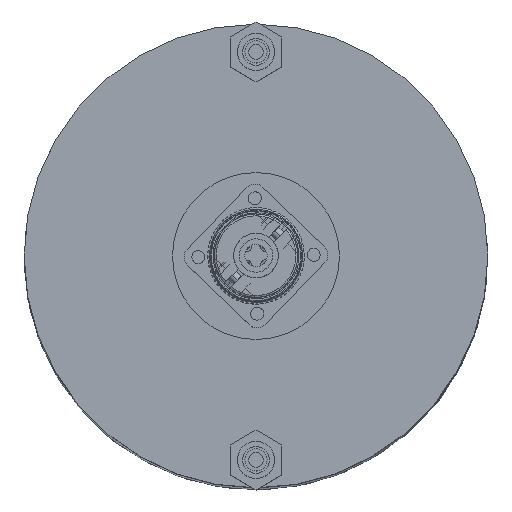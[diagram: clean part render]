
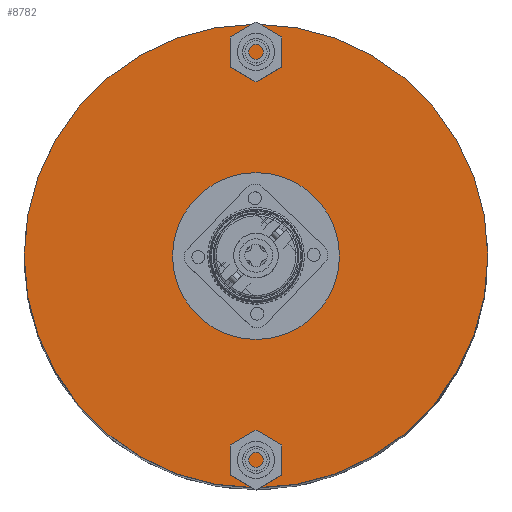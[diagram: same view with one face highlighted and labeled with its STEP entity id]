
A CAD part, top view. The second image highlights one B-rep face of the part: STEP entity #8782.
In plain terms, the highlighted planar face has unit normal (0, 0, 1).
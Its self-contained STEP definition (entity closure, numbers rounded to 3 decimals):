
#2506 = DIRECTION ( 'NONE',  ( 0., 0., -1. ) ) ;
#3638 = CARTESIAN_POINT ( 'NONE',  ( 0., 0., 35.5 ) ) ;
#8782 = ADVANCED_FACE ( 'NONE', ( #86192, #44253 ), #77557, .T. ) ;
#9407 = DIRECTION ( 'NONE',  ( -1., 0., 0. ) ) ;
#9673 = CIRCLE ( 'NONE', #28686, 22.5 ) ;
#10298 = EDGE_CURVE ( 'NONE', #70759, #36565, #40390, .T. ) ;
#10405 = ORIENTED_EDGE ( 'NONE', *, *, #10298, .F. ) ;
#11739 = CARTESIAN_POINT ( 'NONE',  ( 22.5, 0., 35.5 ) ) ;
#16909 = AXIS2_PLACEMENT_3D ( 'NONE', #46499, #47186, #70651 ) ;
#17543 = VERTEX_POINT ( 'NONE', #11739 ) ;
#23452 = EDGE_LOOP ( 'NONE', ( #95207, #10405 ) ) ;
#23871 = DIRECTION ( 'NONE',  ( 1., 0., 0. ) ) ;
#23890 = CARTESIAN_POINT ( 'NONE',  ( 0., 0., 35.5 ) ) ;
#24967 = CARTESIAN_POINT ( 'NONE',  ( 0., 0., 35.5 ) ) ;
#28686 = AXIS2_PLACEMENT_3D ( 'NONE', #3638, #66948, #78999 ) ;
#36565 = VERTEX_POINT ( 'NONE', #85973 ) ;
#39562 = DIRECTION ( 'NONE',  ( 0., 0., 1. ) ) ;
#40390 = CIRCLE ( 'NONE', #90718, 62.5 ) ;
#40762 = EDGE_CURVE ( 'NONE', #87637, #17543, #91313, .T. ) ;
#44253 = FACE_BOUND ( 'NONE', #75393, .T. ) ;
#45940 = ORIENTED_EDGE ( 'NONE', *, *, #64464, .T. ) ;
#46499 = CARTESIAN_POINT ( 'NONE',  ( 0., 0., 35.5 ) ) ;
#47186 = DIRECTION ( 'NONE',  ( 0., 0., -1. ) ) ;
#50942 = EDGE_CURVE ( 'NONE', #36565, #70759, #86846, .T. ) ;
#51450 = ORIENTED_EDGE ( 'NONE', *, *, #40762, .T. ) ;
#55793 = DIRECTION ( 'NONE',  ( 0., 0., -1. ) ) ;
#64097 = AXIS2_PLACEMENT_3D ( 'NONE', #71993, #39562, #23871 ) ;
#64464 = EDGE_CURVE ( 'NONE', #17543, #87637, #9673, .T. ) ;
#66948 = DIRECTION ( 'NONE',  ( 0., 0., -1. ) ) ;
#68498 = CARTESIAN_POINT ( 'NONE',  ( 62.5, 0., 35.5 ) ) ;
#70651 = DIRECTION ( 'NONE',  ( -1., 0., 0. ) ) ;
#70759 = VERTEX_POINT ( 'NONE', #68498 ) ;
#71993 = CARTESIAN_POINT ( 'NONE',  ( 0., 0., 35.5 ) ) ;
#75393 = EDGE_LOOP ( 'NONE', ( #51450, #45940 ) ) ;
#77557 = PLANE ( 'NONE',  #64097 ) ;
#78999 = DIRECTION ( 'NONE',  ( -1., 0., 0. ) ) ;
#79273 = CARTESIAN_POINT ( 'NONE',  ( -22.5, 0., 35.5 ) ) ;
#85973 = CARTESIAN_POINT ( 'NONE',  ( -62.5, 0., 35.5 ) ) ;
#86192 = FACE_OUTER_BOUND ( 'NONE', #23452, .T. ) ;
#86846 = CIRCLE ( 'NONE', #16909, 62.5 ) ;
#87637 = VERTEX_POINT ( 'NONE', #79273 ) ;
#90718 = AXIS2_PLACEMENT_3D ( 'NONE', #23890, #55793, #102348 ) ;
#91313 = CIRCLE ( 'NONE', #97373, 22.5 ) ;
#95207 = ORIENTED_EDGE ( 'NONE', *, *, #50942, .F. ) ;
#97373 = AXIS2_PLACEMENT_3D ( 'NONE', #24967, #2506, #9407 ) ;
#102348 = DIRECTION ( 'NONE',  ( -1., 0., 0. ) ) ;
